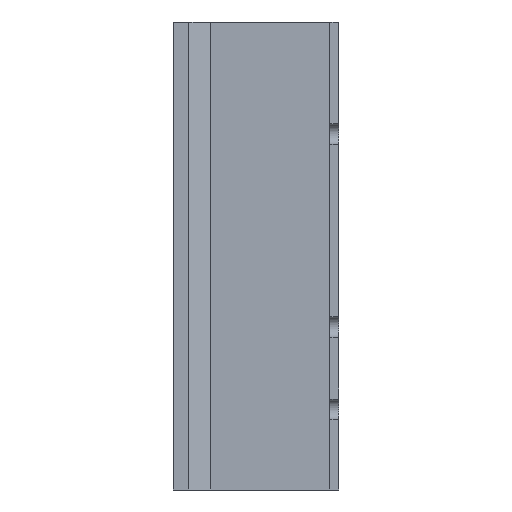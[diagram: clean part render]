
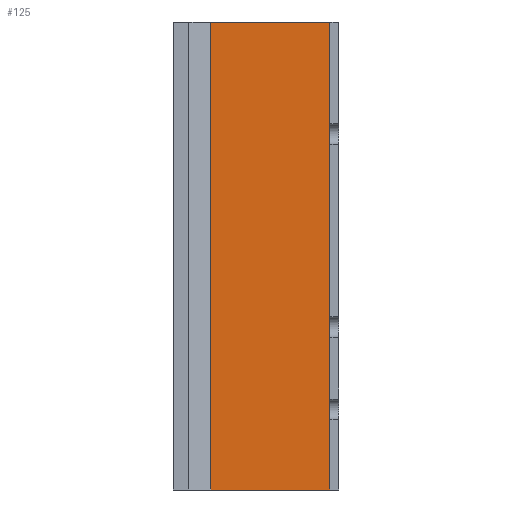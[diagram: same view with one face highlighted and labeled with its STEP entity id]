
A CAD part, left-side view. The second image highlights one B-rep face of the part: STEP entity #125.
In plain terms, the highlighted planar face has unit normal (-1, 0, 0).
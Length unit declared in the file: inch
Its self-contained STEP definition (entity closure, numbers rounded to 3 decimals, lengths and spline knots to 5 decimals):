
#102 = CARTESIAN_POINT ( 'NONE',  ( -1.3101, 0.30238, 4.25 ) ) ;
#125 = ADVANCED_FACE ( 'NONE', ( #1447 ), #525, .T. ) ;
#184 = LINE ( 'NONE', #1129, #2474 ) ;
#257 = CARTESIAN_POINT ( 'NONE',  ( -1.3101, 0.67663, 0. ) ) ;
#333 = VECTOR ( 'NONE', #2451, 39.37008 ) ;
#351 = DIRECTION ( 'NONE',  ( 0., -1., 0. ) ) ;
#525 = PLANE ( 'NONE',  #615 ) ;
#552 = DIRECTION ( 'NONE',  ( -1., 0., 0. ) ) ;
#595 = CARTESIAN_POINT ( 'NONE',  ( -1.3101, 0.67663, 4.25 ) ) ;
#615 = AXIS2_PLACEMENT_3D ( 'NONE', #989, #552, #2034 ) ;
#643 = ORIENTED_EDGE ( 'NONE', *, *, #1467, .F. ) ;
#852 = EDGE_CURVE ( 'NONE', #2302, #2425, #1243, .T. ) ;
#898 = LINE ( 'NONE', #102, #2551 ) ;
#920 = ORIENTED_EDGE ( 'NONE', *, *, #2765, .T. ) ;
#989 = CARTESIAN_POINT ( 'NONE',  ( -1.3101, 0.67663, 0. ) ) ;
#1109 = EDGE_CURVE ( 'NONE', #2425, #2806, #898, .T. ) ;
#1129 = CARTESIAN_POINT ( 'NONE',  ( -1.3101, -0.40418, 0. ) ) ;
#1140 = VECTOR ( 'NONE', #1753, 39.37008 ) ;
#1214 = CARTESIAN_POINT ( 'NONE',  ( -1.3101, -0.40418, 0. ) ) ;
#1243 = LINE ( 'NONE', #257, #1140 ) ;
#1447 = FACE_OUTER_BOUND ( 'NONE', #2187, .T. ) ;
#1467 = EDGE_CURVE ( 'NONE', #2806, #1823, #184, .T. ) ;
#1563 = CARTESIAN_POINT ( 'NONE',  ( -1.3101, -0.40418, 4.25 ) ) ;
#1645 = LINE ( 'NONE', #2021, #333 ) ;
#1753 = DIRECTION ( 'NONE',  ( 0., 0., 1. ) ) ;
#1810 = CARTESIAN_POINT ( 'NONE',  ( -1.3101, 0.67663, 0. ) ) ;
#1823 = VERTEX_POINT ( 'NONE', #1214 ) ;
#2021 = CARTESIAN_POINT ( 'NONE',  ( -1.3101, 0.30238, 0. ) ) ;
#2034 = DIRECTION ( 'NONE',  ( 0., 0., 1. ) ) ;
#2187 = EDGE_LOOP ( 'NONE', ( #920, #643, #2329, #2486 ) ) ;
#2302 = VERTEX_POINT ( 'NONE', #1810 ) ;
#2329 = ORIENTED_EDGE ( 'NONE', *, *, #1109, .F. ) ;
#2392 = DIRECTION ( 'NONE',  ( 0., 0., -1. ) ) ;
#2425 = VERTEX_POINT ( 'NONE', #595 ) ;
#2451 = DIRECTION ( 'NONE',  ( 0., -1., 0. ) ) ;
#2474 = VECTOR ( 'NONE', #2392, 39.37008 ) ;
#2486 = ORIENTED_EDGE ( 'NONE', *, *, #852, .F. ) ;
#2551 = VECTOR ( 'NONE', #351, 39.37008 ) ;
#2765 = EDGE_CURVE ( 'NONE', #2302, #1823, #1645, .T. ) ;
#2806 = VERTEX_POINT ( 'NONE', #1563 ) ;
